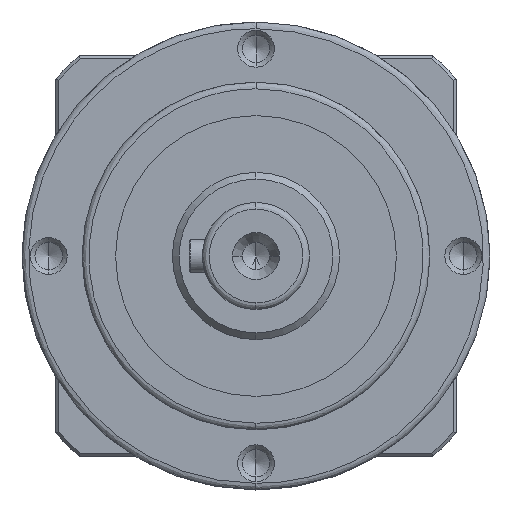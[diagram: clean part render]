
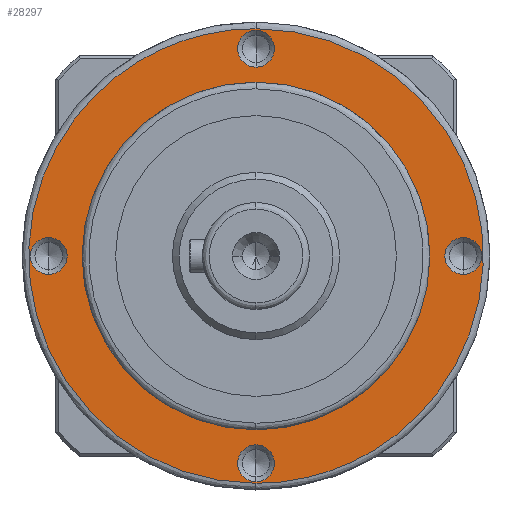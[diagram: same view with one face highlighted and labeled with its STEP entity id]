
A CAD part, left-side view. The second image highlights one B-rep face of the part: STEP entity #28297.
In plain terms, the highlighted face is planar.
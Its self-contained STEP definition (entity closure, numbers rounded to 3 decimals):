
#214 = VERTEX_POINT ( 'NONE', #4049 ) ;
#369 = VERTEX_POINT ( 'NONE', #25123 ) ;
#1331 = EDGE_CURVE ( 'NONE', #28487, #369, #25388, .T. ) ;
#1369 = EDGE_CURVE ( 'NONE', #19697, #15309, #17203, .T. ) ;
#1379 = EDGE_CURVE ( 'NONE', #29787, #24459, #17112, .T. ) ;
#1420 = EDGE_CURVE ( 'NONE', #11568, #21492, #16669, .T. ) ;
#1424 = EDGE_CURVE ( 'NONE', #12332, #13850, #4616, .T. ) ;
#1468 = EDGE_CURVE ( 'NONE', #214, #15444, #1522, .T. ) ;
#1503 = FACE_BOUND ( 'NONE', #22819, .T. ) ;
#1522 =( BOUNDED_CURVE ( )  B_SPLINE_CURVE ( 3, ( #18282, #18082, #16927, #16899 ),
 .UNSPECIFIED., .F., .F. ) 
 B_SPLINE_CURVE_WITH_KNOTS ( ( 4, 4 ),
 ( 0.5, 1. ),
 .UNSPECIFIED. ) 
 CURVE ( )  GEOMETRIC_REPRESENTATION_ITEM ( )  RATIONAL_B_SPLINE_CURVE ( ( 1., 0.333, 0.333, 1. ) ) 
 REPRESENTATION_ITEM ( '' )  );
#1552 = AXIS2_PLACEMENT_3D ( 'NONE', #1594, #17593, #3985 ) ;
#1594 = CARTESIAN_POINT ( 'NONE',  ( -31., 0., 5. ) ) ;
#2497 = CARTESIAN_POINT ( 'NONE',  ( 34., -68., 5. ) ) ;
#3704 = CARTESIAN_POINT ( 'NONE',  ( 31., 0., 5. ) ) ;
#3954 = ORIENTED_EDGE ( 'NONE', *, *, #1369, .F. ) ;
#3985 = DIRECTION ( 'NONE',  ( -1., 0., 0. ) ) ;
#4041 = CARTESIAN_POINT ( 'NONE',  ( 33.75, 0., 5. ) ) ;
#4049 = CARTESIAN_POINT ( 'NONE',  ( 34., 0., 5. ) ) ;
#4153 = CARTESIAN_POINT ( 'NONE',  ( -28.25, 0., 5. ) ) ;
#4165 = DIRECTION ( 'NONE',  ( 0., 0., -1. ) ) ;
#4614 = AXIS2_PLACEMENT_3D ( 'NONE', #25245, #11705, #27616 ) ;
#4616 = CIRCLE ( 'NONE', #5305, 2.75 ) ;
#4658 = ORIENTED_EDGE ( 'NONE', *, *, #21529, .F. ) ;
#5305 = AXIS2_PLACEMENT_3D ( 'NONE', #21512, #21346, #21018 ) ;
#5373 = AXIS2_PLACEMENT_3D ( 'NONE', #22727, #22430, #22146 ) ;
#5806 = AXIS2_PLACEMENT_3D ( 'NONE', #28289, #28219, #27790 ) ;
#5855 = ORIENTED_EDGE ( 'NONE', *, *, #1424, .F. ) ;
#5876 = AXIS2_PLACEMENT_3D ( 'NONE', #27364, #27258, #29834 ) ;
#5944 = AXIS2_PLACEMENT_3D ( 'NONE', #29469, #29643, #26786 ) ;
#6020 = DIRECTION ( 'NONE',  ( -1., 0., 0. ) ) ;
#6529 = AXIS2_PLACEMENT_3D ( 'NONE', #3704, #19631, #6020 ) ;
#7470 = CARTESIAN_POINT ( 'NONE',  ( 28.25, 0., 5. ) ) ;
#7666 = FACE_BOUND ( 'NONE', #27341, .T. ) ;
#7848 = CARTESIAN_POINT ( 'NONE',  ( 0., 31., 5. ) ) ;
#10262 = DIRECTION ( 'NONE',  ( -1., 0., 0. ) ) ;
#11568 = VERTEX_POINT ( 'NONE', #19750 ) ;
#11705 = DIRECTION ( 'NONE',  ( 0., 0., -1. ) ) ;
#11954 = EDGE_LOOP ( 'NONE', ( #3954, #18237 ) ) ;
#12278 = ORIENTED_EDGE ( 'NONE', *, *, #21130, .F. ) ;
#12332 = VERTEX_POINT ( 'NONE', #7470 ) ;
#13015 = AXIS2_PLACEMENT_3D ( 'NONE', #27488, #13788, #29825 ) ;
#13242 = CARTESIAN_POINT ( 'NONE',  ( 2.75, 31., 5. ) ) ;
#13771 = FACE_BOUND ( 'NONE', #21976, .T. ) ;
#13788 = DIRECTION ( 'NONE',  ( 0., 0., 1. ) ) ;
#13850 = VERTEX_POINT ( 'NONE', #4041 ) ;
#13867 = CARTESIAN_POINT ( 'NONE',  ( -34., 0., 5. ) ) ;
#13957 = CARTESIAN_POINT ( 'NONE',  ( -34., -68., 5. ) ) ;
#14033 = ORIENTED_EDGE ( 'NONE', *, *, #1420, .F. ) ;
#14457 = CIRCLE ( 'NONE', #6529, 2.75 ) ;
#14541 = ORIENTED_EDGE ( 'NONE', *, *, #1379, .F. ) ;
#14659 = ORIENTED_EDGE ( 'NONE', *, *, #1331, .F. ) ;
#15309 = VERTEX_POINT ( 'NONE', #13242 ) ;
#15444 = VERTEX_POINT ( 'NONE', #15865 ) ;
#15865 = CARTESIAN_POINT ( 'NONE',  ( -34., 0., 5. ) ) ;
#16096 = ORIENTED_EDGE ( 'NONE', *, *, #1468, .F. ) ;
#16118 = CIRCLE ( 'NONE', #28725, 2.75 ) ;
#16492 = CARTESIAN_POINT ( 'NONE',  ( -2.75, 31., 5. ) ) ;
#16669 = CIRCLE ( 'NONE', #5373, 2.75 ) ;
#16899 = CARTESIAN_POINT ( 'NONE',  ( -34., 0., 5. ) ) ;
#16927 = CARTESIAN_POINT ( 'NONE',  ( -34., 68., 5. ) ) ;
#17112 = CIRCLE ( 'NONE', #5806, 2.75 ) ;
#17203 = CIRCLE ( 'NONE', #5876, 2.75 ) ;
#17593 = DIRECTION ( 'NONE',  ( 0., 0., -1. ) ) ;
#17740 = CARTESIAN_POINT ( 'NONE',  ( 0., 0., 5. ) ) ;
#18082 = CARTESIAN_POINT ( 'NONE',  ( 34., 68., 5. ) ) ;
#18171 = PLANE ( 'NONE',  #13015 ) ;
#18237 = ORIENTED_EDGE ( 'NONE', *, *, #21877, .F. ) ;
#18282 = CARTESIAN_POINT ( 'NONE',  ( 34., 0., 5. ) ) ;
#18464 = CARTESIAN_POINT ( 'NONE',  ( 34., 0., 5. ) ) ;
#18618 = EDGE_LOOP ( 'NONE', ( #14659, #20716 ) ) ;
#19018 = FACE_BOUND ( 'NONE', #18618, .T. ) ;
#19104 = EDGE_CURVE ( 'NONE', #15444, #214, #21736, .T. ) ;
#19489 = CARTESIAN_POINT ( 'NONE',  ( -33.75, 0., 5. ) ) ;
#19631 = DIRECTION ( 'NONE',  ( 0., 0., -1. ) ) ;
#19697 = VERTEX_POINT ( 'NONE', #16492 ) ;
#19750 = CARTESIAN_POINT ( 'NONE',  ( -2.75, -31., 5. ) ) ;
#20080 = DIRECTION ( 'NONE',  ( 1., 0., 0. ) ) ;
#20716 = ORIENTED_EDGE ( 'NONE', *, *, #22051, .F. ) ;
#20911 = EDGE_CURVE ( 'NONE', #13850, #12332, #14457, .T. ) ;
#21018 = DIRECTION ( 'NONE',  ( -1., 0., 0. ) ) ;
#21102 = CARTESIAN_POINT ( 'NONE',  ( 26., 0., 5. ) ) ;
#21130 = EDGE_CURVE ( 'NONE', #21492, #11568, #29190, .T. ) ;
#21346 = DIRECTION ( 'NONE',  ( 0., 0., -1. ) ) ;
#21492 = VERTEX_POINT ( 'NONE', #26701 ) ;
#21512 = CARTESIAN_POINT ( 'NONE',  ( 31., 0., 5. ) ) ;
#21529 = EDGE_CURVE ( 'NONE', #24459, #29787, #23658, .T. ) ;
#21736 =( BOUNDED_CURVE ( )  B_SPLINE_CURVE ( 3, ( #13867, #13957, #2497, #18464 ),
 .UNSPECIFIED., .F., .F. ) 
 B_SPLINE_CURVE_WITH_KNOTS ( ( 4, 4 ),
 ( 0., 0.5 ),
 .UNSPECIFIED. ) 
 CURVE ( )  GEOMETRIC_REPRESENTATION_ITEM ( )  RATIONAL_B_SPLINE_CURVE ( ( 1., 0.333, 0.333, 1. ) ) 
 REPRESENTATION_ITEM ( '' )  );
#21877 = EDGE_CURVE ( 'NONE', #15309, #19697, #16118, .T. ) ;
#21976 = EDGE_LOOP ( 'NONE', ( #14033, #12278 ) ) ;
#22051 = EDGE_CURVE ( 'NONE', #369, #28487, #25749, .T. ) ;
#22146 = DIRECTION ( 'NONE',  ( -1., 0., 0. ) ) ;
#22430 = DIRECTION ( 'NONE',  ( 0., 0., -1. ) ) ;
#22727 = CARTESIAN_POINT ( 'NONE',  ( 0., -31., 5. ) ) ;
#22819 = EDGE_LOOP ( 'NONE', ( #14541, #4658 ) ) ;
#23658 = CIRCLE ( 'NONE', #1552, 2.75 ) ;
#23775 = DIRECTION ( 'NONE',  ( 0., 0., -1. ) ) ;
#24256 = EDGE_LOOP ( 'NONE', ( #16096, #25966 ) ) ;
#24459 = VERTEX_POINT ( 'NONE', #4153 ) ;
#25123 = CARTESIAN_POINT ( 'NONE',  ( -26., 0., 5. ) ) ;
#25155 = FACE_BOUND ( 'NONE', #11954, .T. ) ;
#25245 = CARTESIAN_POINT ( 'NONE',  ( 0., -31., 5. ) ) ;
#25331 = AXIS2_PLACEMENT_3D ( 'NONE', #17740, #4165, #20080 ) ;
#25388 = CIRCLE ( 'NONE', #5944, 26. ) ;
#25749 = CIRCLE ( 'NONE', #25331, 26. ) ;
#25874 = FACE_OUTER_BOUND ( 'NONE', #24256, .T. ) ;
#25966 = ORIENTED_EDGE ( 'NONE', *, *, #19104, .F. ) ;
#26167 = ORIENTED_EDGE ( 'NONE', *, *, #20911, .F. ) ;
#26701 = CARTESIAN_POINT ( 'NONE',  ( 2.75, -31., 5. ) ) ;
#26786 = DIRECTION ( 'NONE',  ( 1., 0., 0. ) ) ;
#27258 = DIRECTION ( 'NONE',  ( 0., 0., -1. ) ) ;
#27341 = EDGE_LOOP ( 'NONE', ( #5855, #26167 ) ) ;
#27364 = CARTESIAN_POINT ( 'NONE',  ( 0., 31., 5. ) ) ;
#27488 = CARTESIAN_POINT ( 'NONE',  ( 0., 0., 5. ) ) ;
#27616 = DIRECTION ( 'NONE',  ( -1., 0., 0. ) ) ;
#27790 = DIRECTION ( 'NONE',  ( -1., 0., 0. ) ) ;
#28219 = DIRECTION ( 'NONE',  ( 0., 0., -1. ) ) ;
#28289 = CARTESIAN_POINT ( 'NONE',  ( -31., 0., 5. ) ) ;
#28297 = ADVANCED_FACE ( 'NONE', ( #25874, #7666, #13771, #1503, #25155, #19018 ), #18171, .F. ) ;
#28487 = VERTEX_POINT ( 'NONE', #21102 ) ;
#28725 = AXIS2_PLACEMENT_3D ( 'NONE', #7848, #23775, #10262 ) ;
#29190 = CIRCLE ( 'NONE', #4614, 2.75 ) ;
#29469 = CARTESIAN_POINT ( 'NONE',  ( 0., 0., 5. ) ) ;
#29643 = DIRECTION ( 'NONE',  ( 0., 0., -1. ) ) ;
#29787 = VERTEX_POINT ( 'NONE', #19489 ) ;
#29825 = DIRECTION ( 'NONE',  ( 1., 0., 0. ) ) ;
#29834 = DIRECTION ( 'NONE',  ( -1., 0., 0. ) ) ;
